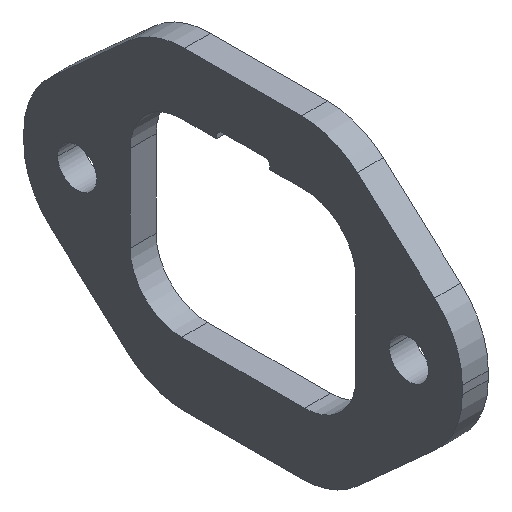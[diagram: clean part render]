
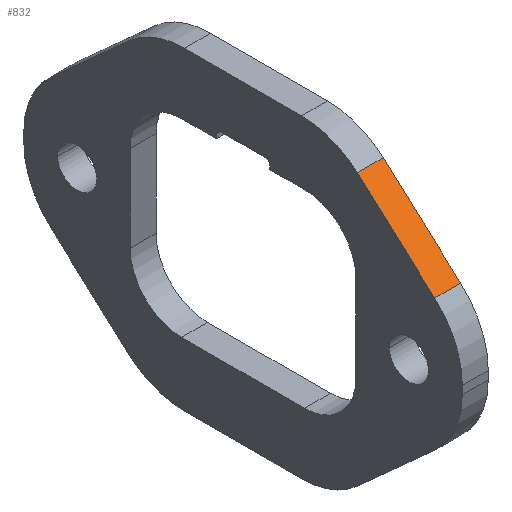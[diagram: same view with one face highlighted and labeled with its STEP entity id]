
A CAD part, isometric view. The second image highlights one B-rep face of the part: STEP entity #832.
In plain terms, the highlighted planar face has unit normal (0, -0.669, 0.743).
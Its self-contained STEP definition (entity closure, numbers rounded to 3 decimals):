
#25=DIRECTION('',(0.,-0.743,-0.669));
#26=VECTOR('',#25,12.78);
#27=CARTESIAN_POINT('',(-1.59,-13.998,16.63));
#28=LINE('',#27,#26);
#166=DIRECTION('',(-1.,0.,0.));
#167=VECTOR('',#166,3.18);
#168=CARTESIAN_POINT('',(1.59,-23.495,8.079));
#169=LINE('',#168,#167);
#170=DIRECTION('',(-1.,0.,0.));
#171=VECTOR('',#170,3.18);
#172=CARTESIAN_POINT('',(1.59,-13.998,16.63));
#173=LINE('',#172,#171);
#240=DIRECTION('',(0.,-0.743,-0.669));
#241=VECTOR('',#240,12.78);
#242=CARTESIAN_POINT('',(1.59,-13.998,16.63));
#243=LINE('',#242,#241);
#518=CARTESIAN_POINT('',(-1.59,-13.998,16.63));
#520=VERTEX_POINT('',#518);
#524=CARTESIAN_POINT('',(1.59,-13.998,16.63));
#525=VERTEX_POINT('',#524);
#543=CARTESIAN_POINT('',(-1.59,-23.495,8.079));
#545=VERTEX_POINT('',#543);
#546=CARTESIAN_POINT('',(1.59,-23.495,8.079));
#547=VERTEX_POINT('',#546);
#819=CARTESIAN_POINT('',(-1.59,-11.088,19.25));
#820=DIRECTION('',(0.,-0.669,0.743));
#821=DIRECTION('',(0.,-0.743,-0.669));
#822=AXIS2_PLACEMENT_3D('',#819,#820,#821);
#823=PLANE('',#822);
#824=ORIENTED_EDGE('',*,*,#811,.T.);
#825=ORIENTED_EDGE('',*,*,#597,.F.);
#827=ORIENTED_EDGE('',*,*,#826,.F.);
#829=ORIENTED_EDGE('',*,*,#828,.T.);
#830=EDGE_LOOP('',(#824,#825,#827,#829));
#831=FACE_OUTER_BOUND('',#830,.F.);
#832=ADVANCED_FACE('',(#831),#823,.T.);
#597=EDGE_CURVE('',#520,#545,#28,.T.);
#811=EDGE_CURVE('',#547,#545,#169,.T.);
#826=EDGE_CURVE('',#525,#520,#173,.T.);
#828=EDGE_CURVE('',#525,#547,#243,.T.);
